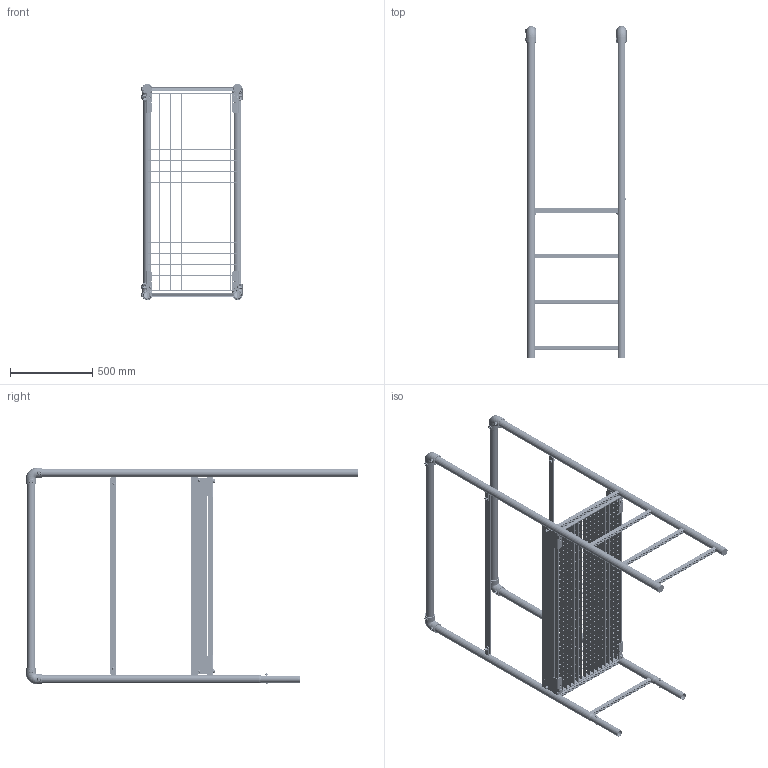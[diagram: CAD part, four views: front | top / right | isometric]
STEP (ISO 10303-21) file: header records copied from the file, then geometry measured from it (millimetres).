
FILE_DESCRIPTION (( 'STEP AP203' ), '1' );
FILE_NAME ('0529243004.STEP', '2024-05-28T13:31:46', ( '' ), ( '' ), 'SwSTEP 2.0', 'SolidWorks 2022', '' );
FILE_SCHEMA (( 'CONFIG_CONTROL_DESIGN' ));
Products named in the file (1): 0529243004
Bounding box: 616 x 2022 x 1318 mm (x, y, z)
Volume: 9594274.8 mm3; surface area: 6095195.9 mm2
Topology: 139 solids, 139 shells, 7870 faces, 22110 edges, 14536 vertices
Faces by surface type: plane 5076, cylinder 2286, cone 408, torus 84, bspline 16
Entity records: 259399 total; most frequent: CARTESIAN_POINT 53285, ORIENTED_EDGE 44220, DIRECTION 42044, EDGE_CURVE 22110, VECTOR 16222, LINE 16222, VERTEX_POINT 14536, AXIS2_PLACEMENT_3D 12911
